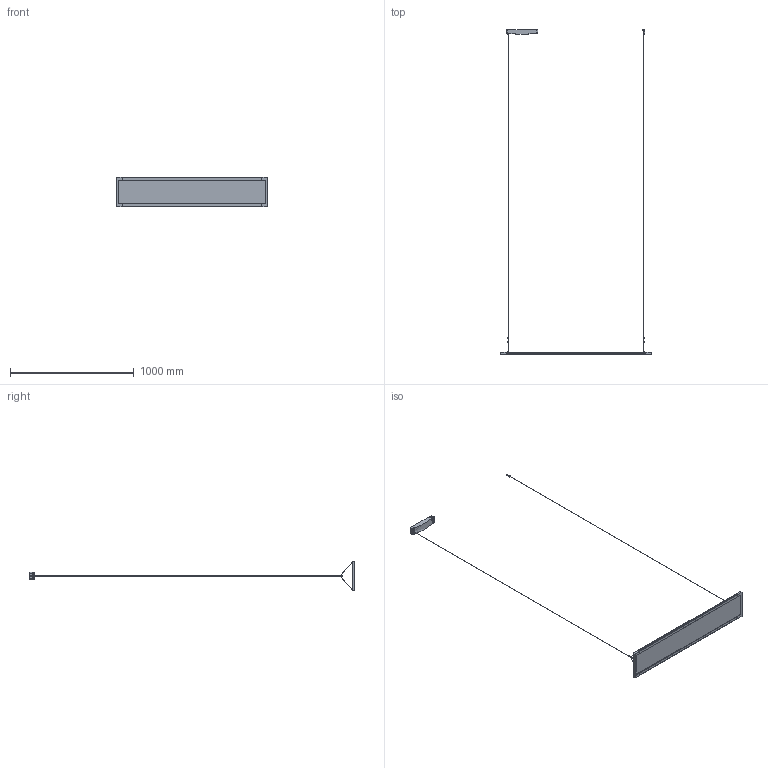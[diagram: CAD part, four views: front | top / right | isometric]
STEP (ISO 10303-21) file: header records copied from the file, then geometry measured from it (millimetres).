
FILE_DESCRIPTION (( 'STEP AP214' ), '1' );
FILE_NAME ('LDCO0-1001-45-4000-K00 Ñâåòèëüíèê ñâåòîäèîäíûé äèôôóçíûé ÄÑÎ1001 45Âò, 4000Ê IEK_1.STEP', '2017-07-06T12:17:32', ( '' ), ( '' ), 'SwSTEP 2.0', 'SolidWorks 2014', '' );
FILE_SCHEMA (( 'AUTOMOTIVE_DESIGN' ));
Length unit declared in the file: millimetre
Products named in the file (1): LDCO0-1001-45-4000-K00 Ñâåòèëüíèê ñâåòîäèîäíûé äèôôóçíûé ÄÑÎ1001 45Âò, 4000Ê IEK_1
Bounding box: 1222 x 2624.5 x 238 mm (x, y, z)
Volume: 3237541.3 mm3; surface area: 812250.4 mm2
Topology: 2 solids, 2 shells, 822 faces, 2265 edges, 1467 vertices
Faces by surface type: plane 491, cylinder 307, torus 16, cone 8
Entity records: 26383 total; most frequent: CARTESIAN_POINT 4874, ORIENTED_EDGE 4530, DIRECTION 4521, EDGE_CURVE 2265, VECTOR 1573, LINE 1573, AXIS2_PLACEMENT_3D 1474, VERTEX_POINT 1467
